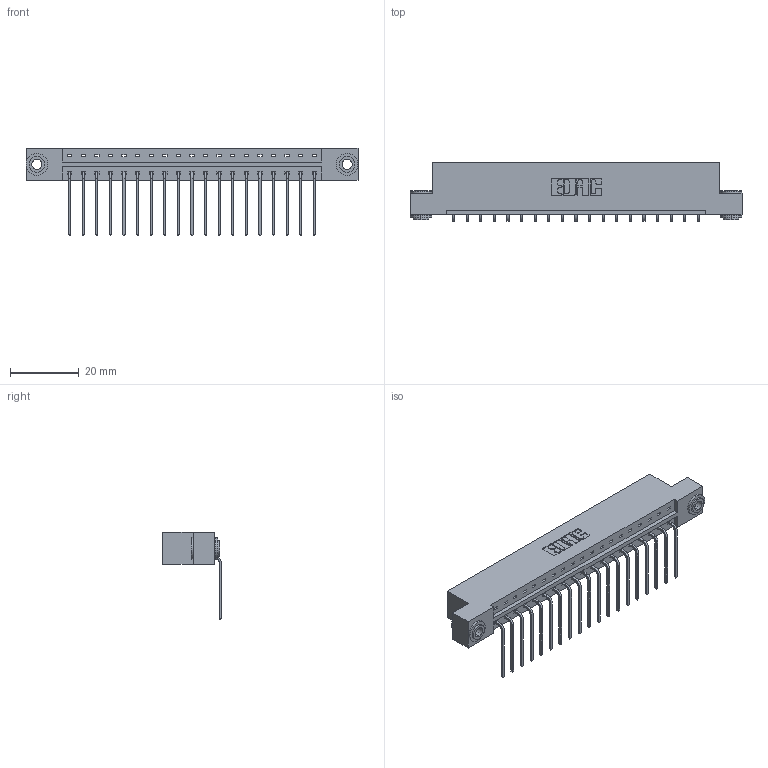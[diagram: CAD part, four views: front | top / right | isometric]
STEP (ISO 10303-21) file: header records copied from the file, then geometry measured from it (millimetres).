
FILE_DESCRIPTION (( 'STEP AP203' ), '1' );
FILE_NAME ('833-019-559-103.STEP', '2020-06-01T01:01:48', ( '' ), ( '' ), 'SwSTEP 2.0', 'SolidWorks 2020', '' );
FILE_SCHEMA (( 'CONFIG_CONTROL_DESIGN' ));
Length unit declared in the file: inch
Products named in the file (4): 833-019-559-103; 345-292-001_558 559 Tail - 1; 345-250-002_345-250-002-102; 833 Part_Flush - .156 Dia - TH
Assembly tree (22 placements, depth 2):
  833-019-559-103
    833 Part_Flush - .156 Dia - TH
    345-292-001_558 559 Tail - 1  x19
    345-250-002_345-250-002-102  x2
Bounding box: 96.82 x 17.09 x 25.53 mm (x, y, z)
Volume: 9628.2 mm3; surface area: 10882.8 mm2
Topology: 22 solids, 22 shells, 1292 faces, 3845 edges, 2534 vertices
Faces by surface type: plane 916, cylinder 368, cone 8
Entity records: 15324 total; most frequent: CARTESIAN_POINT 2626, ORIENTED_EDGE 2574, DIRECTION 2295, EDGE_CURVE 1287, LINE 1135, VECTOR 1135, VERTEX_POINT 854, AXIS2_PLACEMENT_3D 580
